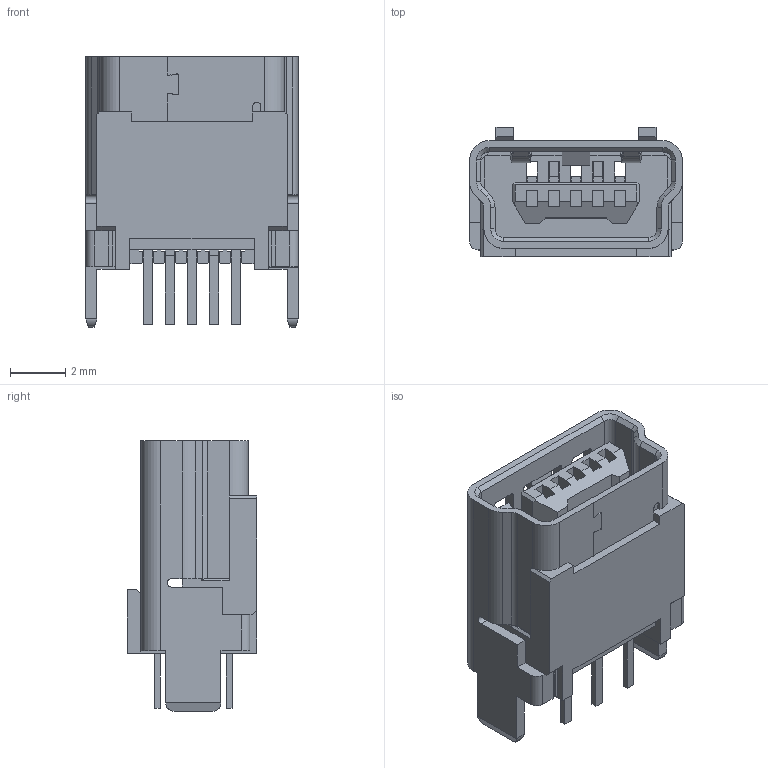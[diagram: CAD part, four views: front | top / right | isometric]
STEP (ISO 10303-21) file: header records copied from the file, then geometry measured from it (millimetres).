
FILE_DESCRIPTION((''),'2;1');
FILE_NAME('5000751517','2014-01-14T',('me'),(''),'PRO/ENGINEER BY PARAMETRIC TECHNOLOGY CORPORATION, 2011490','PRO/ENGINEER BY PARAMETRIC TECHNOLOGY CORPORATION, 2011490','');
FILE_SCHEMA(('CONFIG_CONTROL_DESIGN'));
Length unit declared in the file: millimetre
Products named in the file (1): 5000751517
Bounding box: 7.7 x 4.7 x 9.8 mm (x, y, z)
Volume: 128.9 mm3; surface area: 549.8 mm2
Topology: 1 solids, 1 shells, 417 faces, 1219 edges, 795 vertices
Faces by surface type: plane 330, cylinder 55, bspline 16, cone 8, extrusion 4, torus 4
Entity records: 14199 total; most frequent: CARTESIAN_POINT 3172, ORIENTED_EDGE 2402, DIRECTION 2077, EDGE_CURVE 1201, VECTOR 1041, LINE 1037, VERTEX_POINT 777, AXIS2_PLACEMENT_3D 518
